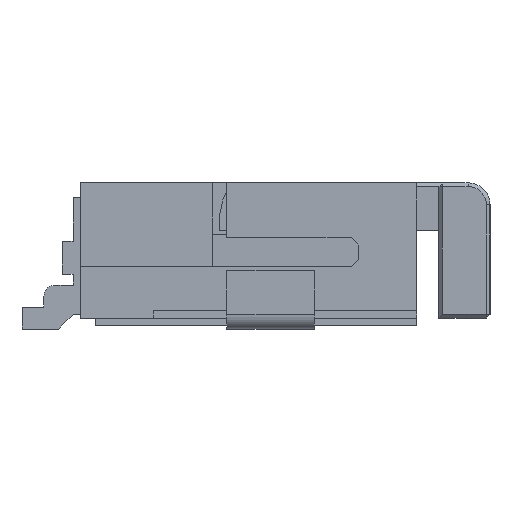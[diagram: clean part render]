
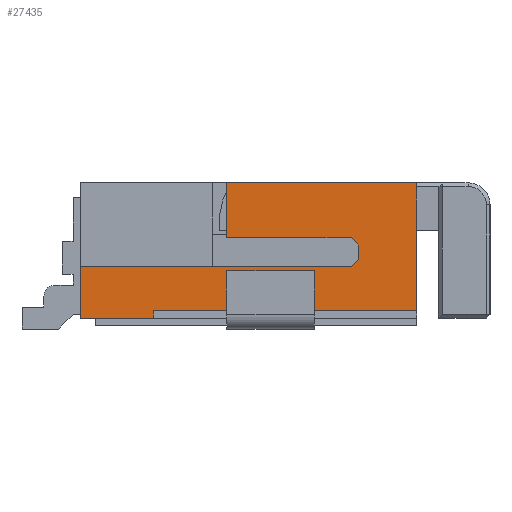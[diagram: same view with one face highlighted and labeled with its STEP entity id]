
A CAD part, left-side view. The second image highlights one B-rep face of the part: STEP entity #27435.
In plain terms, the highlighted planar face has unit normal (-1, 0, 0).
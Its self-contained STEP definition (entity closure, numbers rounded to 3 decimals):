
#698=FACE_OUTER_BOUND('',#2141,.T.);
#2141=EDGE_LOOP('',(#20463,#20464,#20465,#20466,#20467,#20468,#20469,#20470,
#20471,#20472,#20473,#20474));
#4689=LINE('',#39948,#8546);
#4694=LINE('',#39957,#8551);
#4698=LINE('',#39966,#8555);
#4702=LINE('',#39973,#8559);
#4703=LINE('',#39977,#8560);
#4706=LINE('',#39982,#8563);
#4708=LINE('',#39985,#8565);
#4709=LINE('',#39988,#8566);
#4711=LINE('',#39992,#8568);
#4738=LINE('',#40045,#8595);
#4913=LINE('',#40392,#8770);
#4914=LINE('',#40394,#8771);
#8546=VECTOR('',#32416,0.1);
#8551=VECTOR('',#32423,3.6);
#8555=VECTOR('',#32431,0.141);
#8559=VECTOR('',#32437,3.7);
#8560=VECTOR('',#32440,0.141);
#8563=VECTOR('',#32445,1.7);
#8565=VECTOR('',#32449,0.2);
#8566=VECTOR('',#32452,0.75);
#8568=VECTOR('',#32456,2.6);
#8595=VECTOR('',#32503,1.75);
#8770=VECTOR('',#32710,0.7);
#8771=VECTOR('',#32713,1.);
#11952=VERTEX_POINT('',#39944);
#11954=VERTEX_POINT('',#39947);
#11957=VERTEX_POINT('',#39955);
#11959=VERTEX_POINT('',#39963);
#11960=VERTEX_POINT('',#39965);
#11962=VERTEX_POINT('',#39971);
#11963=VERTEX_POINT('',#39975);
#11964=VERTEX_POINT('',#39976);
#11965=VERTEX_POINT('',#39981);
#11966=VERTEX_POINT('',#39987);
#11967=VERTEX_POINT('',#39991);
#12139=VERTEX_POINT('',#40390);
#15039=EDGE_CURVE('',#11954,#11952,#4689,.T.);
#15044=EDGE_CURVE('',#11952,#11957,#4694,.T.);
#15048=EDGE_CURVE('',#11959,#11960,#4698,.T.);
#15052=EDGE_CURVE('',#11962,#11959,#4702,.T.);
#15053=EDGE_CURVE('',#11963,#11964,#4703,.T.);
#15056=EDGE_CURVE('',#11964,#11965,#4706,.T.);
#15058=EDGE_CURVE('',#11960,#11963,#4708,.T.);
#15059=EDGE_CURVE('',#11965,#11966,#4709,.T.);
#15061=EDGE_CURVE('',#11966,#11967,#4711,.T.);
#15088=EDGE_CURVE('',#11957,#11967,#4738,.T.);
#15263=EDGE_CURVE('',#12139,#11962,#4913,.T.);
#15264=EDGE_CURVE('',#12139,#11954,#4914,.T.);
#20463=ORIENTED_EDGE('',*,*,#15088,.T.);
#20464=ORIENTED_EDGE('',*,*,#15061,.F.);
#20465=ORIENTED_EDGE('',*,*,#15059,.F.);
#20466=ORIENTED_EDGE('',*,*,#15056,.F.);
#20467=ORIENTED_EDGE('',*,*,#15053,.F.);
#20468=ORIENTED_EDGE('',*,*,#15058,.F.);
#20469=ORIENTED_EDGE('',*,*,#15048,.F.);
#20470=ORIENTED_EDGE('',*,*,#15052,.F.);
#20471=ORIENTED_EDGE('',*,*,#15263,.F.);
#20472=ORIENTED_EDGE('',*,*,#15264,.T.);
#20473=ORIENTED_EDGE('',*,*,#15039,.T.);
#20474=ORIENTED_EDGE('',*,*,#15044,.T.);
#25677=PLANE('',#28840);
#27435=ADVANCED_FACE('',(#698),#25677,.T.);
#28840=AXIS2_PLACEMENT_3D('',#40393,#32711,#32712);
#32416=DIRECTION('',(0.,0.,1.));
#32423=DIRECTION('',(0.,-1.,0.));
#32431=DIRECTION('',(0.,-0.707,0.707));
#32437=DIRECTION('',(0.,-1.,0.));
#32440=DIRECTION('',(0.,0.707,0.707));
#32445=DIRECTION('',(0.,1.,0.));
#32449=DIRECTION('',(0.,0.,1.));
#32452=DIRECTION('',(0.,0.,1.));
#32456=DIRECTION('',(0.,-1.,0.));
#32503=DIRECTION('',(0.,0.,1.));
#32710=DIRECTION('',(0.,0.,1.));
#32711=DIRECTION('center_axis',(-1.,0.,0.));
#32712=DIRECTION('ref_axis',(0.,0.,-1.));
#32713=DIRECTION('',(0.,-1.,0.));
#39944=CARTESIAN_POINT('',(-10.05,0.3,0.25));
#39947=CARTESIAN_POINT('',(-10.05,0.3,0.15));
#39948=CARTESIAN_POINT('',(-10.05,0.3,0.25));
#39955=CARTESIAN_POINT('',(-10.05,-3.3,0.25));
#39957=CARTESIAN_POINT('',(-10.05,1.3,0.25));
#39963=CARTESIAN_POINT('',(-10.05,-2.4,0.85));
#39965=CARTESIAN_POINT('',(-10.05,-2.5,0.95));
#39966=CARTESIAN_POINT('',(-10.05,-1.5,-0.05));
#39971=CARTESIAN_POINT('',(-10.05,1.3,0.85));
#39973=CARTESIAN_POINT('',(-10.05,1.3,0.85));
#39975=CARTESIAN_POINT('',(-10.05,-2.5,1.15));
#39976=CARTESIAN_POINT('',(-10.05,-2.4,1.25));
#39977=CARTESIAN_POINT('',(-10.05,-1.6,2.05));
#39981=CARTESIAN_POINT('',(-10.05,-0.7,1.25));
#39982=CARTESIAN_POINT('',(-10.05,-2.5,1.25));
#39985=CARTESIAN_POINT('',(-10.05,-2.5,0.85));
#39987=CARTESIAN_POINT('',(-10.05,-0.7,2.));
#39988=CARTESIAN_POINT('',(-10.05,-0.7,1.25));
#39991=CARTESIAN_POINT('',(-10.05,-3.3,2.));
#39992=CARTESIAN_POINT('',(-10.05,-0.7,2.));
#40045=CARTESIAN_POINT('',(-10.05,-3.3,0.962));
#40390=CARTESIAN_POINT('',(-10.05,1.3,0.15));
#40392=CARTESIAN_POINT('',(-10.05,1.3,0.25));
#40393=CARTESIAN_POINT('Origin',(-10.05,1.3,0.85));
#40394=CARTESIAN_POINT('',(-10.05,1.3,0.15));
